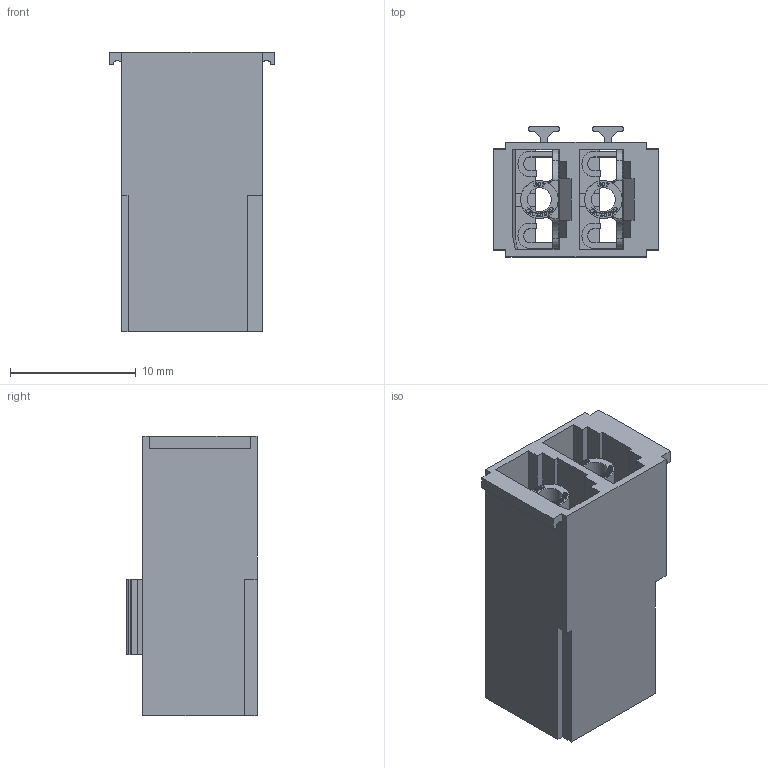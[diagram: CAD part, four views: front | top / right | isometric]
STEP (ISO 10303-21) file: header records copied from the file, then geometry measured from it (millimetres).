
FILE_DESCRIPTION(('STEP AP214'),'1');
FILE_NAME('SRF02-5,08.stp','2021-07-01T10:26:59',(' '),(' '),'Spatial InterOp 3D',' ',' ');
FILE_SCHEMA(('AUTOMOTIVE_DESIGN { 1 0 10303 214 1 1 1 1 }'));
Length unit declared in the file: metre
Products named in the file (1): 1625142434
Bounding box: 13.16 x 10.34 x 22.18 mm (x, y, z)
Volume: 1120.4 mm3; surface area: 3233.7 mm2
Topology: 1 solids, 1 shells, 956 faces, 2749 edges, 1827 vertices
Faces by surface type: extrusion 466, plane 446, cylinder 40, bspline 4
Full cylindrical faces by diameter (mm): 1.9 x2, 2 x2, 3 x2
Entity records: 39600 total; most frequent: CARTESIAN_POINT 8645, ORIENTED_EDGE 5486, DIRECTION 3335, EDGE_CURVE 2743, VECTOR 2177, VERTEX_POINT 1827, LINE 1711, B_SPLINE_CURVE_WITH_KNOTS 1404
